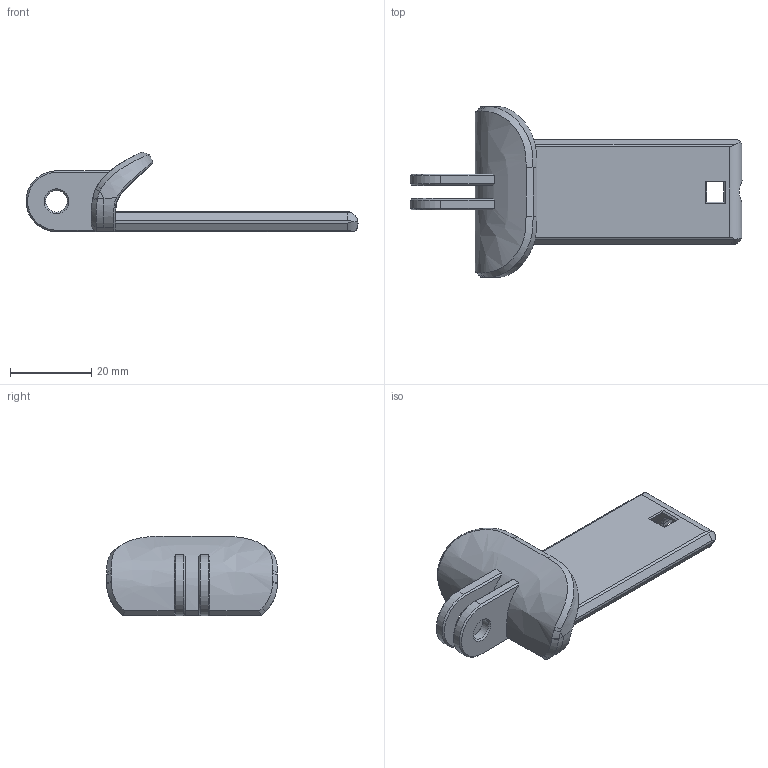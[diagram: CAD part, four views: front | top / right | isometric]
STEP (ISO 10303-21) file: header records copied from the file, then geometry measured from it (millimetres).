
FILE_DESCRIPTION(/* description */ (''),/* implementation_level */ '2;1');
FILE_NAME(/* name */ 'Phone Clamp B with Tab.step',/* time_stamp */ '2019-07-26T23:14:20+10:00',/* author */ (''),/* organization */ (''),/* preprocessor_version */ 'ST-DEVELOPER v18',/* originating_system */ 'Autodesk Translation Framework v8.2.0.1029',/* authorisation */ '');
FILE_SCHEMA (('AUTOMOTIVE_DESIGN { 1 0 10303 214 3 1 1 }'));
Length unit declared in the file: millimetre
Products named in the file (2): Phone Clamp; Component1
Assembly tree (1 placements, depth 2):
  Phone Clamp
    Component1
Bounding box: 81.56 x 42 x 19.56 mm (x, y, z)
Volume: 12171.2 mm3; surface area: 6932.1 mm2
Topology: 1 solids, 1 shells, 132 faces, 356 edges, 223 vertices
Faces by surface type: plane 71, bspline 36, cone 13, cylinder 12
Full cylindrical faces by diameter (mm): 5.3 x2
Entity records: 5371 total; most frequent: CARTESIAN_POINT 2301, ORIENTED_EDGE 712, DIRECTION 491, EDGE_CURVE 356, VERTEX_POINT 223, LINE 211, VECTOR 211, AXIS2_PLACEMENT_3D 140
